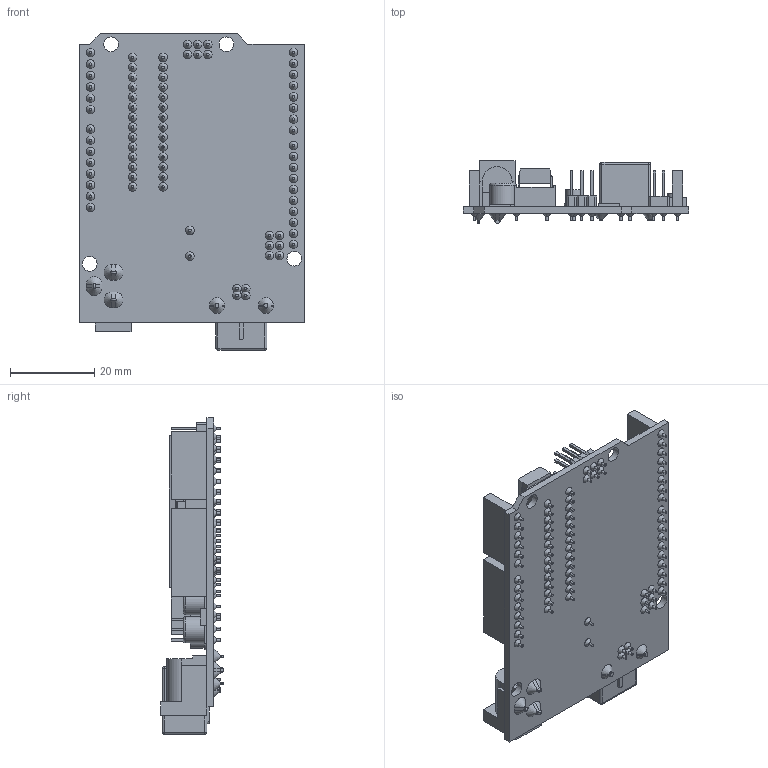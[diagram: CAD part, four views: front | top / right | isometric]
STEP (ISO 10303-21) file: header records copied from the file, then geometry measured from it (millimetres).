
FILE_DESCRIPTION(/* description */ ('STEP AP242','CAx-IF Rec.Pracs.---Representation and Presentation of Product Manufacturing Information (PMI)---4.0---2014-10-13','CAx-IF Rec.Pracs.---3D Tessellated Geometry---0.4---2014-09-14','2;1'),/* implementation_level */ '2;1');
FILE_NAME(/* name */ '65948615be34dc4e93d65257',/* time_stamp */ '2024-01-02T21:54:36Z',/* author */ (''),/* organization */ (''),/* preprocessor_version */ 'ST-DEVELOPER v19.4',/* originating_system */ ' ',/* authorisation */ ' ');
FILE_SCHEMA (('AP242_MANAGED_MODEL_BASED_3D_ENGINEERING_MIM_LF { 1 0 10303 442 1 1 4 }'));
Length unit declared in the file: metre
Products named in the file (1): ARDUINO-UNO
Bounding box: 53.5 x 14.9 x 75 mm (x, y, z)
Volume: 13148.4 mm3; surface area: 14419.5 mm2
Topology: 1 solids, 1 shells, 978 faces, 2393 edges, 1540 vertices
Faces by surface type: plane 740, cylinder 141, cone 88, sphere 7, torus 2
Full cylindrical faces by diameter (mm): 0.6 x78, 1.5 x1, 3 x1, 3.5 x4, 6.2 x1, 6.25 x2
Entity records: 26319 total; most frequent: CARTESIAN_POINT 4508, DIRECTION 4393, ORIENTED_EDGE 4170, EDGE_CURVE 2085, LINE 1707, VECTOR 1707, VERTEX_POINT 1400, AXIS2_PLACEMENT_3D 1343
